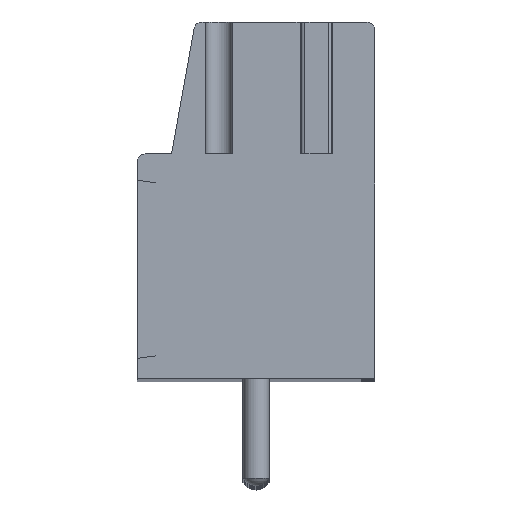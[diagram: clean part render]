
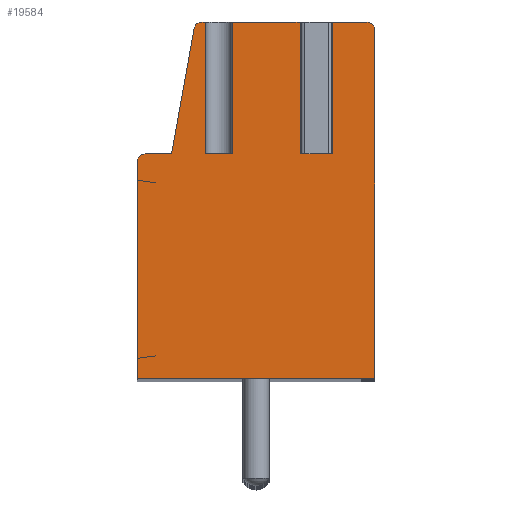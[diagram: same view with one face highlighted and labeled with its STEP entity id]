
A CAD part, top view. The second image highlights one B-rep face of the part: STEP entity #19584.
In plain terms, the highlighted planar face has unit normal (0, 0, 1).
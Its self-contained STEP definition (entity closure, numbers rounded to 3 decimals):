
#52=DIRECTION('',(1.,0.,0.));
#53=VECTOR('',#52,1.);
#54=CARTESIAN_POINT('',(-1.9,3.36,82.5));
#55=LINE('',#54,#53);
#56=DIRECTION('',(0.,1.,0.));
#57=VECTOR('',#56,5.);
#58=CARTESIAN_POINT('',(-0.9,3.36,82.5));
#59=LINE('',#58,#57);
#60=DIRECTION('',(-1.,0.,0.));
#61=VECTOR('',#60,2.8);
#62=CARTESIAN_POINT('',(1.9,8.36,82.5));
#63=LINE('',#62,#61);
#64=DIRECTION('',(0.,1.,0.));
#65=VECTOR('',#64,5.);
#66=CARTESIAN_POINT('',(1.9,3.36,82.5));
#67=LINE('',#66,#65);
#68=DIRECTION('',(1.,0.,0.));
#69=VECTOR('',#68,0.8);
#70=CARTESIAN_POINT('',(1.9,3.36,82.5));
#71=LINE('',#70,#69);
#72=DIRECTION('',(0.,1.,0.));
#73=VECTOR('',#72,5.);
#74=CARTESIAN_POINT('',(2.7,3.36,82.5));
#75=LINE('',#74,#73);
#76=DIRECTION('',(-1.,0.,0.));
#77=VECTOR('',#76,1.5);
#78=CARTESIAN_POINT('',(4.2,8.36,82.5));
#79=LINE('',#78,#77);
#80=CARTESIAN_POINT('',(4.2,8.06,82.5));
#81=DIRECTION('',(0.,0.,1.));
#82=DIRECTION('',(1.,0.,0.));
#83=AXIS2_PLACEMENT_3D('',#80,#81,#82);
#85=DIRECTION('',(0.,1.,0.));
#86=VECTOR('',#85,13.2);
#87=CARTESIAN_POINT('',(4.5,-5.14,82.5));
#88=LINE('',#87,#86);
#89=DIRECTION('',(1.,0.,0.));
#90=VECTOR('',#89,9.);
#91=CARTESIAN_POINT('',(-4.5,-5.14,82.5));
#92=LINE('',#91,#90);
#93=DIRECTION('',(0.,-1.,0.));
#94=VECTOR('',#93,8.2);
#95=CARTESIAN_POINT('',(-4.5,3.06,82.5));
#96=LINE('',#95,#94);
#97=CARTESIAN_POINT('',(-4.2,3.06,82.5));
#98=DIRECTION('',(0.,0.,1.));
#99=DIRECTION('',(0.,1.,0.));
#100=AXIS2_PLACEMENT_3D('',#97,#98,#99);
#102=DIRECTION('',(-1.,0.,0.));
#103=VECTOR('',#102,1.);
#104=CARTESIAN_POINT('',(-3.2,3.36,82.5));
#105=LINE('',#104,#103);
#106=DIRECTION('',(-0.177,-0.984,0.));
#107=VECTOR('',#106,4.829);
#108=CARTESIAN_POINT('',(-2.345,8.113,82.5));
#109=LINE('',#108,#107);
#110=CARTESIAN_POINT('',(-2.05,8.06,82.5));
#111=DIRECTION('',(0.,0.,1.));
#112=DIRECTION('',(0.,1.,0.));
#113=AXIS2_PLACEMENT_3D('',#110,#111,#112);
#115=DIRECTION('',(-1.,0.,0.));
#116=VECTOR('',#115,0.15);
#117=CARTESIAN_POINT('',(-1.9,8.36,82.5));
#118=LINE('',#117,#116);
#119=DIRECTION('',(0.,1.,0.));
#120=VECTOR('',#119,5.);
#121=CARTESIAN_POINT('',(-1.9,3.36,82.5));
#122=LINE('',#121,#120);
#15188=CARTESIAN_POINT('',(4.5,-5.14,82.5));
#15189=CARTESIAN_POINT('',(4.5,8.06,82.5));
#15190=VERTEX_POINT('',#15188);
#15191=VERTEX_POINT('',#15189);
#15192=CARTESIAN_POINT('',(4.2,8.36,82.5));
#15193=VERTEX_POINT('',#15192);
#15194=CARTESIAN_POINT('',(-2.05,8.36,82.5));
#15195=CARTESIAN_POINT('',(-2.345,8.113,82.5));
#15196=VERTEX_POINT('',#15194);
#15197=VERTEX_POINT('',#15195);
#15198=CARTESIAN_POINT('',(-3.2,3.36,82.5));
#15199=VERTEX_POINT('',#15198);
#15200=CARTESIAN_POINT('',(-4.2,3.36,82.5));
#15201=VERTEX_POINT('',#15200);
#15202=CARTESIAN_POINT('',(-4.5,3.06,82.5));
#15203=VERTEX_POINT('',#15202);
#15204=CARTESIAN_POINT('',(-4.5,-5.14,82.5));
#15205=VERTEX_POINT('',#15204);
#15503=CARTESIAN_POINT('',(1.9,3.36,82.5));
#15504=CARTESIAN_POINT('',(2.7,3.36,82.5));
#15505=VERTEX_POINT('',#15503);
#15506=VERTEX_POINT('',#15504);
#15507=CARTESIAN_POINT('',(2.7,8.36,82.5));
#15508=VERTEX_POINT('',#15507);
#15509=CARTESIAN_POINT('',(1.9,8.36,82.5));
#15510=VERTEX_POINT('',#15509);
#15531=CARTESIAN_POINT('',(-1.9,3.36,82.5));
#15532=CARTESIAN_POINT('',(-0.9,3.36,82.5));
#15533=VERTEX_POINT('',#15531);
#15534=VERTEX_POINT('',#15532);
#15535=CARTESIAN_POINT('',(-0.9,8.36,82.5));
#15536=VERTEX_POINT('',#15535);
#15537=CARTESIAN_POINT('',(-1.9,8.36,82.5));
#15538=VERTEX_POINT('',#15537);
#19543=CARTESIAN_POINT('',(0.,0.,82.5));
#19544=DIRECTION('',(0.,0.,1.));
#19545=DIRECTION('',(1.,0.,0.));
#19546=AXIS2_PLACEMENT_3D('',#19543,#19544,#19545);
#19547=PLANE('',#19546);
#19549=ORIENTED_EDGE('',*,*,#19548,.T.);
#19551=ORIENTED_EDGE('',*,*,#19550,.T.);
#19553=ORIENTED_EDGE('',*,*,#19552,.F.);
#19555=ORIENTED_EDGE('',*,*,#19554,.F.);
#19557=ORIENTED_EDGE('',*,*,#19556,.T.);
#19559=ORIENTED_EDGE('',*,*,#19558,.T.);
#19561=ORIENTED_EDGE('',*,*,#19560,.F.);
#19563=ORIENTED_EDGE('',*,*,#19562,.F.);
#19565=ORIENTED_EDGE('',*,*,#19564,.F.);
#19567=ORIENTED_EDGE('',*,*,#19566,.F.);
#19569=ORIENTED_EDGE('',*,*,#19568,.F.);
#19571=ORIENTED_EDGE('',*,*,#19570,.F.);
#19573=ORIENTED_EDGE('',*,*,#19572,.F.);
#19575=ORIENTED_EDGE('',*,*,#19574,.F.);
#19577=ORIENTED_EDGE('',*,*,#19576,.F.);
#19579=ORIENTED_EDGE('',*,*,#19578,.F.);
#19581=ORIENTED_EDGE('',*,*,#19580,.F.);
#19582=EDGE_LOOP('',(#19549,#19551,#19553,#19555,#19557,#19559,#19561,#19563,
#19565,#19567,#19569,#19571,#19573,#19575,#19577,#19579,#19581));
#19583=FACE_OUTER_BOUND('',#19582,.F.);
#84=CIRCLE('',#83,0.3);
#101=CIRCLE('',#100,0.3);
#114=CIRCLE('',#113,0.3);
#19548=EDGE_CURVE('',#15533,#15534,#55,.T.);
#19550=EDGE_CURVE('',#15534,#15536,#59,.T.);
#19552=EDGE_CURVE('',#15510,#15536,#63,.T.);
#19554=EDGE_CURVE('',#15505,#15510,#67,.T.);
#19556=EDGE_CURVE('',#15505,#15506,#71,.T.);
#19558=EDGE_CURVE('',#15506,#15508,#75,.T.);
#19560=EDGE_CURVE('',#15193,#15508,#79,.T.);
#19562=EDGE_CURVE('',#15191,#15193,#84,.T.);
#19564=EDGE_CURVE('',#15190,#15191,#88,.T.);
#19566=EDGE_CURVE('',#15205,#15190,#92,.T.);
#19568=EDGE_CURVE('',#15203,#15205,#96,.T.);
#19570=EDGE_CURVE('',#15201,#15203,#101,.T.);
#19572=EDGE_CURVE('',#15199,#15201,#105,.T.);
#19574=EDGE_CURVE('',#15197,#15199,#109,.T.);
#19576=EDGE_CURVE('',#15196,#15197,#114,.T.);
#19578=EDGE_CURVE('',#15538,#15196,#118,.T.);
#19580=EDGE_CURVE('',#15533,#15538,#122,.T.);
#19584=ADVANCED_FACE('',(#19583),#19547,.T.);
